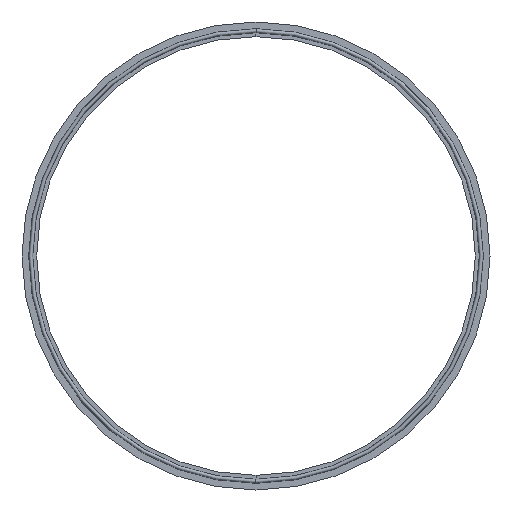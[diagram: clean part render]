
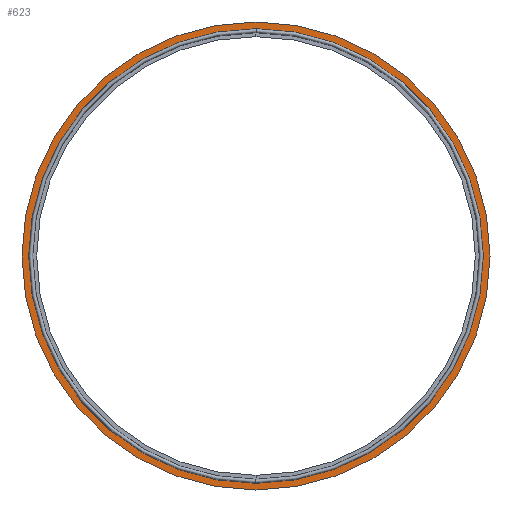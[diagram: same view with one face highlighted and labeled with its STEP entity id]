
A CAD part, left-side view. The second image highlights one B-rep face of the part: STEP entity #623.
In plain terms, the highlighted planar face has unit normal (-1, 0, 0).
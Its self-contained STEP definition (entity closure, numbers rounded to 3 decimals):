
#17 = CARTESIAN_POINT ( 'NONE',  ( -0.9, 0., 160.5 ) ) ;
#25 = VERTEX_POINT ( 'NONE', #387 ) ;
#38 = CIRCLE ( 'NONE', #397, 155.9 ) ;
#39 = ORIENTED_EDGE ( 'NONE', *, *, #410, .T. ) ;
#74 = CIRCLE ( 'NONE', #714, 155.9 ) ;
#76 = DIRECTION ( 'NONE',  ( 0., 0., -1. ) ) ;
#79 = FACE_OUTER_BOUND ( 'NONE', #585, .T. ) ;
#112 = AXIS2_PLACEMENT_3D ( 'NONE', #244, #433, #477 ) ;
#133 = AXIS2_PLACEMENT_3D ( 'NONE', #343, #459, #208 ) ;
#158 = DIRECTION ( 'NONE',  ( -1., 0., 0. ) ) ;
#166 = AXIS2_PLACEMENT_3D ( 'NONE', #642, #158, #529 ) ;
#208 = DIRECTION ( 'NONE',  ( 0., 0., -1. ) ) ;
#238 = ORIENTED_EDGE ( 'NONE', *, *, #769, .T. ) ;
#244 = CARTESIAN_POINT ( 'NONE',  ( -0.9, 0., 0. ) ) ;
#247 = CARTESIAN_POINT ( 'NONE',  ( -0.9, 0., -155.9 ) ) ;
#256 = EDGE_CURVE ( 'NONE', #25, #772, #592, .T. ) ;
#270 = FACE_BOUND ( 'NONE', #706, .T. ) ;
#343 = CARTESIAN_POINT ( 'NONE',  ( -0.9, 155.7, 0. ) ) ;
#354 = CARTESIAN_POINT ( 'NONE',  ( -0.9, 0., 0. ) ) ;
#366 = VERTEX_POINT ( 'NONE', #247 ) ;
#387 = CARTESIAN_POINT ( 'NONE',  ( -0.9, 0., -160.5 ) ) ;
#394 = DIRECTION ( 'NONE',  ( 1., 0., 0. ) ) ;
#397 = AXIS2_PLACEMENT_3D ( 'NONE', #704, #394, #76 ) ;
#410 = EDGE_CURVE ( 'NONE', #772, #25, #755, .T. ) ;
#433 = DIRECTION ( 'NONE',  ( -1., 0., 0. ) ) ;
#459 = DIRECTION ( 'NONE',  ( 1., 0., 0. ) ) ;
#477 = DIRECTION ( 'NONE',  ( 0., 0., 1. ) ) ;
#529 = DIRECTION ( 'NONE',  ( 0., 0., 1. ) ) ;
#556 = VERTEX_POINT ( 'NONE', #741 ) ;
#585 = EDGE_LOOP ( 'NONE', ( #39, #734 ) ) ;
#592 = CIRCLE ( 'NONE', #166, 160.5 ) ;
#623 = ADVANCED_FACE ( 'NONE', ( #270, #79 ), #754, .F. ) ;
#642 = CARTESIAN_POINT ( 'NONE',  ( -0.9, 0., 0. ) ) ;
#656 = DIRECTION ( 'NONE',  ( 1., 0., 0. ) ) ;
#682 = EDGE_CURVE ( 'NONE', #366, #556, #38, .T. ) ;
#704 = CARTESIAN_POINT ( 'NONE',  ( -0.9, 0., 0. ) ) ;
#706 = EDGE_LOOP ( 'NONE', ( #727, #238 ) ) ;
#713 = DIRECTION ( 'NONE',  ( 0., 0., -1. ) ) ;
#714 = AXIS2_PLACEMENT_3D ( 'NONE', #354, #656, #713 ) ;
#727 = ORIENTED_EDGE ( 'NONE', *, *, #682, .T. ) ;
#734 = ORIENTED_EDGE ( 'NONE', *, *, #256, .T. ) ;
#741 = CARTESIAN_POINT ( 'NONE',  ( -0.9, 0., 155.9 ) ) ;
#754 = PLANE ( 'NONE',  #133 ) ;
#755 = CIRCLE ( 'NONE', #112, 160.5 ) ;
#769 = EDGE_CURVE ( 'NONE', #556, #366, #74, .T. ) ;
#772 = VERTEX_POINT ( 'NONE', #17 ) ;
